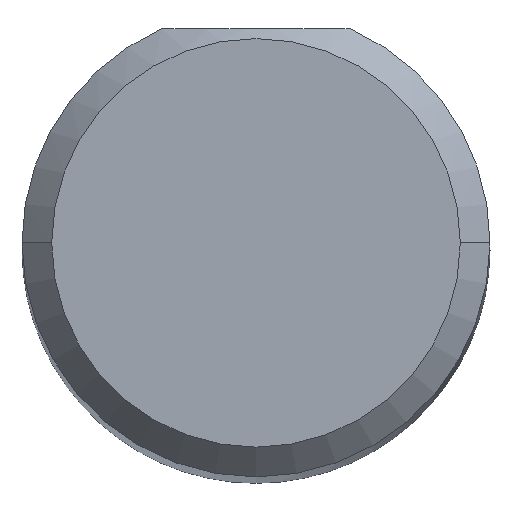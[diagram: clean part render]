
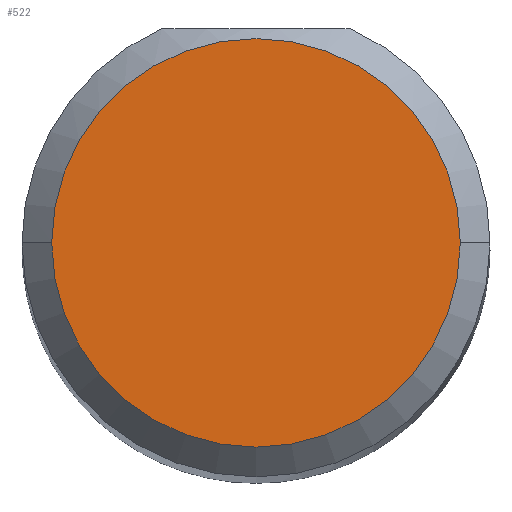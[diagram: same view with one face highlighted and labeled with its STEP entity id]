
A CAD part, top view. The second image highlights one B-rep face of the part: STEP entity #522.
In plain terms, the highlighted planar face has unit normal (0, 0, 1).
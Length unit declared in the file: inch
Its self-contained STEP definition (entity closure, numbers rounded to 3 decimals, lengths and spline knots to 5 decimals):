
#2 = CIRCLE ( 'NONE', #278, 0.10311 ) ;
#3 = EDGE_LOOP ( 'NONE', ( #328, #347 ) ) ;
#16 = FACE_OUTER_BOUND ( 'NONE', #3, .T. ) ;
#30 = DIRECTION ( 'NONE',  ( 0., 0., 1. ) ) ;
#60 = EDGE_CURVE ( 'NONE', #96, #411, #2, .T. ) ;
#78 = DIRECTION ( 'NONE',  ( 1., 0., 0. ) ) ;
#96 = VERTEX_POINT ( 'NONE', #417 ) ;
#176 = AXIS2_PLACEMENT_3D ( 'NONE', #480, #527, #443 ) ;
#236 = EDGE_CURVE ( 'NONE', #411, #96, #285, .T. ) ;
#237 = AXIS2_PLACEMENT_3D ( 'NONE', #383, #389, #268 ) ;
#247 = CARTESIAN_POINT ( 'NONE',  ( 0., 0., 2.24409 ) ) ;
#268 = DIRECTION ( 'NONE',  ( 1., 0., 0. ) ) ;
#278 = AXIS2_PLACEMENT_3D ( 'NONE', #247, #30, #78 ) ;
#285 = CIRCLE ( 'NONE', #176, 0.10311 ) ;
#328 = ORIENTED_EDGE ( 'NONE', *, *, #236, .T. ) ;
#338 = PLANE ( 'NONE',  #237 ) ;
#347 = ORIENTED_EDGE ( 'NONE', *, *, #60, .T. ) ;
#383 = CARTESIAN_POINT ( 'NONE',  ( 0., 0., 2.24409 ) ) ;
#389 = DIRECTION ( 'NONE',  ( 0., 0., 1. ) ) ;
#411 = VERTEX_POINT ( 'NONE', #423 ) ;
#417 = CARTESIAN_POINT ( 'NONE',  ( 0.10311, 0., 2.24409 ) ) ;
#423 = CARTESIAN_POINT ( 'NONE',  ( -0.10311, 0., 2.24409 ) ) ;
#443 = DIRECTION ( 'NONE',  ( 1., 0., 0. ) ) ;
#480 = CARTESIAN_POINT ( 'NONE',  ( 0., 0., 2.24409 ) ) ;
#522 = ADVANCED_FACE ( 'NONE', ( #16 ), #338, .T. ) ;
#527 = DIRECTION ( 'NONE',  ( 0., 0., 1. ) ) ;
